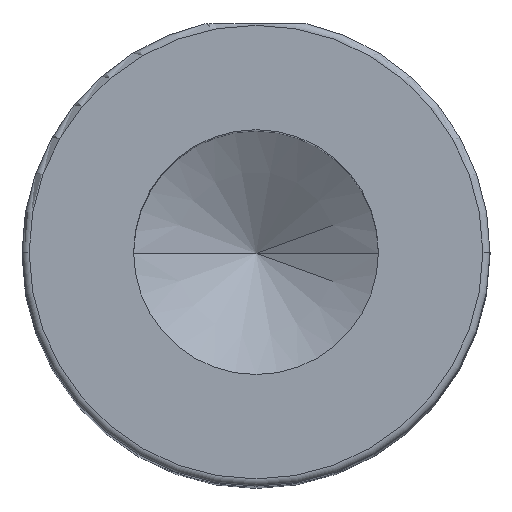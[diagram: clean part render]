
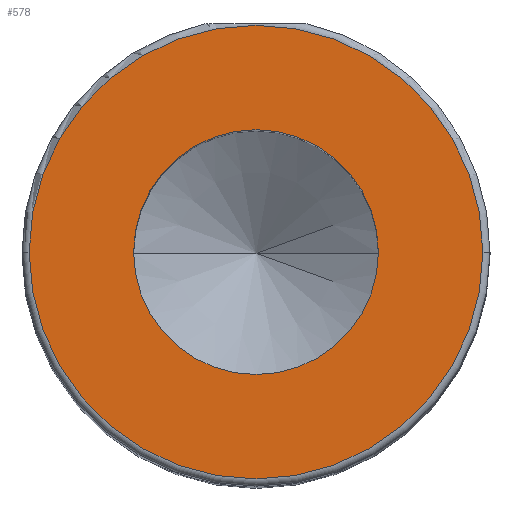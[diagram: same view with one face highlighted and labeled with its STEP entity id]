
A CAD part, top view. The second image highlights one B-rep face of the part: STEP entity #578.
In plain terms, the highlighted planar face has unit normal (0, 0, 1).
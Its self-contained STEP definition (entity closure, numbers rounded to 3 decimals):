
#16 = CARTESIAN_POINT ( 'NONE',  ( -6.3, 0., 20. ) ) ;
#25 = DIRECTION ( 'NONE',  ( 0., 0., 1. ) ) ;
#136 = CIRCLE ( 'NONE', #853, 6.3 ) ;
#200 = EDGE_CURVE ( 'NONE', #854, #570, #1007, .T. ) ;
#236 = AXIS2_PLACEMENT_3D ( 'NONE', #362, #568, #1269 ) ;
#307 = EDGE_CURVE ( 'NONE', #363, #950, #846, .T. ) ;
#328 = CARTESIAN_POINT ( 'NONE',  ( 0., 0., 20. ) ) ;
#347 = ORIENTED_EDGE ( 'NONE', *, *, #307, .T. ) ;
#362 = CARTESIAN_POINT ( 'NONE',  ( 0., 0., 20. ) ) ;
#363 = VERTEX_POINT ( 'NONE', #612 ) ;
#427 = DIRECTION ( 'NONE',  ( 1., 0., 0. ) ) ;
#490 = CARTESIAN_POINT ( 'NONE',  ( 0., 0., 20. ) ) ;
#517 = DIRECTION ( 'NONE',  ( 0., 0., 1. ) ) ;
#568 = DIRECTION ( 'NONE',  ( 0., 0., 1. ) ) ;
#570 = VERTEX_POINT ( 'NONE', #748 ) ;
#578 = ADVANCED_FACE ( 'NONE', ( #886, #761 ), #1172, .T. ) ;
#594 = DIRECTION ( 'NONE',  ( 1., 0., 0. ) ) ;
#612 = CARTESIAN_POINT ( 'NONE',  ( 6.3, 0., 20. ) ) ;
#625 = AXIS2_PLACEMENT_3D ( 'NONE', #1119, #517, #1223 ) ;
#628 = CARTESIAN_POINT ( 'NONE',  ( 0., 0., 20. ) ) ;
#664 = EDGE_LOOP ( 'NONE', ( #347, #1068 ) ) ;
#675 = ORIENTED_EDGE ( 'NONE', *, *, #994, .F. ) ;
#725 = CARTESIAN_POINT ( 'NONE',  ( -3.4, 0., 20. ) ) ;
#729 = AXIS2_PLACEMENT_3D ( 'NONE', #328, #1031, #427 ) ;
#742 = DIRECTION ( 'NONE',  ( 1., 0., 0. ) ) ;
#748 = CARTESIAN_POINT ( 'NONE',  ( 3.4, 0., 20. ) ) ;
#761 = FACE_OUTER_BOUND ( 'NONE', #664, .T. ) ;
#767 = ORIENTED_EDGE ( 'NONE', *, *, #200, .F. ) ;
#769 = EDGE_LOOP ( 'NONE', ( #675, #767 ) ) ;
#846 = CIRCLE ( 'NONE', #625, 6.3 ) ;
#853 = AXIS2_PLACEMENT_3D ( 'NONE', #628, #25, #742 ) ;
#854 = VERTEX_POINT ( 'NONE', #725 ) ;
#882 = AXIS2_PLACEMENT_3D ( 'NONE', #490, #1201, #594 ) ;
#886 = FACE_BOUND ( 'NONE', #769, .T. ) ;
#950 = VERTEX_POINT ( 'NONE', #16 ) ;
#994 = EDGE_CURVE ( 'NONE', #570, #854, #1174, .T. ) ;
#1007 = CIRCLE ( 'NONE', #882, 3.4 ) ;
#1031 = DIRECTION ( 'NONE',  ( 0., 0., 1. ) ) ;
#1043 = EDGE_CURVE ( 'NONE', #950, #363, #136, .T. ) ;
#1068 = ORIENTED_EDGE ( 'NONE', *, *, #1043, .T. ) ;
#1119 = CARTESIAN_POINT ( 'NONE',  ( 0., 0., 20. ) ) ;
#1172 = PLANE ( 'NONE',  #236 ) ;
#1174 = CIRCLE ( 'NONE', #729, 3.4 ) ;
#1201 = DIRECTION ( 'NONE',  ( 0., 0., 1. ) ) ;
#1223 = DIRECTION ( 'NONE',  ( 1., 0., 0. ) ) ;
#1269 = DIRECTION ( 'NONE',  ( 1., 0., 0. ) ) ;
